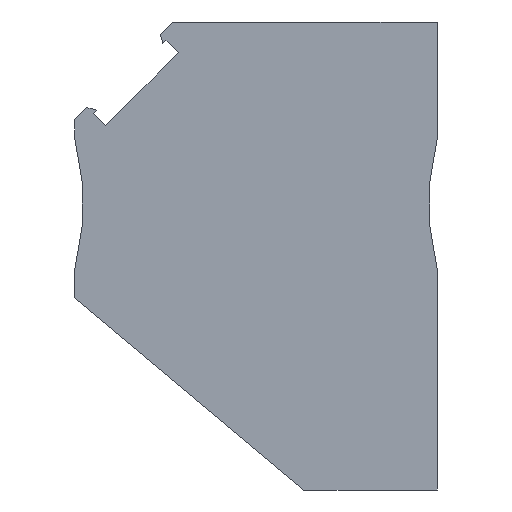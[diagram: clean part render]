
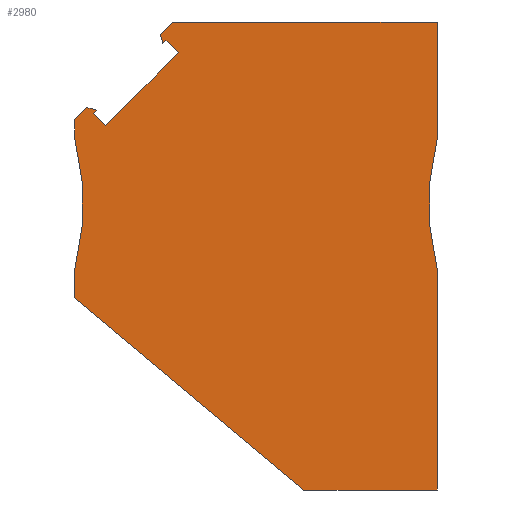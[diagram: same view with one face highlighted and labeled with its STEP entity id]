
A CAD part, left-side view. The second image highlights one B-rep face of the part: STEP entity #2980.
In plain terms, the highlighted face is planar.
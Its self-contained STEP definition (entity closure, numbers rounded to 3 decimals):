
#60=CARTESIAN_POINT('',(89.712,-19.119,43.22));
#70=DIRECTION('',(0.707,-0.707,0.));
#80=VECTOR('',#70,1.);
#90=LINE('',#60,#80);
#100=CARTESIAN_POINT('',(7.882,62.711,43.22));
#110=VERTEX_POINT('',#100);
#120=CARTESIAN_POINT('',(8.074,62.519,43.22));
#130=VERTEX_POINT('',#120);
#140=EDGE_CURVE('',#110,#130,#90,.T.);
#570=CARTESIAN_POINT('',(-8.807,56.681,43.22));
#580=VERTEX_POINT('',#570);
#630=CARTESIAN_POINT('',(-8.807,-19.119,43.22));
#640=DIRECTION('',(0.,-1.,0.));
#650=VECTOR('',#640,1.);
#660=LINE('',#630,#650);
#670=CARTESIAN_POINT('',(-8.807,63.85,43.22));
#680=VERTEX_POINT('',#670);
#690=EDGE_CURVE('',#680,#580,#660,.T.);
#1140=CARTESIAN_POINT('',(-0.607,35.05,43.22));
#1150=VERTEX_POINT('',#1140);
#1180=CARTESIAN_POINT('',(-5.971,35.05,43.22));
#1190=DIRECTION('',(1.,0.,0.));
#1200=VECTOR('',#1190,1.);
#1210=LINE('',#1180,#1200);
#1220=CARTESIAN_POINT('',(-8.807,35.05,43.22));
#1230=VERTEX_POINT('',#1220);
#1240=EDGE_CURVE('',#1230,#1150,#1210,.T.);
#1510=CARTESIAN_POINT('',(12.753,58.59,43.22));
#1520=VERTEX_POINT('',#1510);
#1570=CARTESIAN_POINT('',(90.462,-19.119,43.22));
#1580=DIRECTION('',(-0.707,0.707,0.));
#1590=VECTOR('',#1580,1.);
#1600=LINE('',#1570,#1590);
#1610=CARTESIAN_POINT('',(13.493,57.85,43.22));
#1620=VERTEX_POINT('',#1610);
#1630=EDGE_CURVE('',#1620,#1520,#1600,.T.);
#1890=CARTESIAN_POINT('',(-0.008,40.55,43.22));
#1900=DIRECTION('',(0.,0.,1.));
#1910=DIRECTION('',(1.,0.,0.));
#1920=AXIS2_PLACEMENT_3D('',#1890,#1900,#1910);
#1930=PLANE('',#1920);
#1940=ORIENTED_EDGE('',*,*,#1630,.F.);
#1950=CARTESIAN_POINT('',(-5.971,53.573,43.22));
#1960=DIRECTION('',(-0.966,-0.259,0.));
#1970=VECTOR('',#1960,1.);
#1980=LINE('',#1950,#1970);
#1990=CARTESIAN_POINT('',(12.162,58.432,43.22));
#2000=VERTEX_POINT('',#1990);
#2010=EDGE_CURVE('',#1520,#2000,#1980,.T.);
#2020=ORIENTED_EDGE('',*,*,#2010,.F.);
#2030=CARTESIAN_POINT('',(89.712,-19.119,43.22));
#2040=DIRECTION('',(0.707,-0.707,0.));
#2050=VECTOR('',#2040,1.);
#2060=LINE('',#2030,#2050);
#2070=CARTESIAN_POINT('',(12.354,58.239,43.22));
#2080=VERTEX_POINT('',#2070);
#2090=EDGE_CURVE('',#2000,#2080,#2060,.T.);
#2100=ORIENTED_EDGE('',*,*,#2090,.F.);
#2110=CARTESIAN_POINT('',(-65.004,-19.119,43.22));
#2120=DIRECTION('',(-0.707,-0.707,0.));
#2130=VECTOR('',#2120,1.);
#2140=LINE('',#2110,#2130);
#2150=CARTESIAN_POINT('',(11.598,57.482,43.22));
#2160=VERTEX_POINT('',#2150);
#2170=EDGE_CURVE('',#2080,#2160,#2140,.T.);
#2180=ORIENTED_EDGE('',*,*,#2170,.F.);
#2190=CARTESIAN_POINT('',(88.199,-19.119,43.22));
#2200=DIRECTION('',(-0.707,0.707,0.));
#2210=VECTOR('',#2200,1.);
#2220=LINE('',#2190,#2210);
#2230=CARTESIAN_POINT('',(7.125,61.955,43.22));
#2240=VERTEX_POINT('',#2230);
#2250=EDGE_CURVE('',#2160,#2240,#2220,.T.);
#2260=ORIENTED_EDGE('',*,*,#2250,.F.);
#2270=CARTESIAN_POINT('',(-73.949,-19.119,43.22));
#2280=DIRECTION('',(0.707,0.707,0.));
#2290=VECTOR('',#2280,1.);
#2300=LINE('',#2270,#2290);
#2310=EDGE_CURVE('',#2240,#110,#2300,.T.);
#2320=ORIENTED_EDGE('',*,*,#2310,.F.);
#2330=ORIENTED_EDGE('',*,*,#140,.F.);
#2340=CARTESIAN_POINT('',(-13.8,-19.119,43.22));
#2350=DIRECTION('',(0.259,0.966,0.));
#2360=VECTOR('',#2350,1.);
#2370=LINE('',#2340,#2360);
#2380=CARTESIAN_POINT('',(8.233,63.11,43.22));
#2390=VERTEX_POINT('',#2380);
#2400=EDGE_CURVE('',#130,#2390,#2370,.T.);
#2410=ORIENTED_EDGE('',*,*,#2400,.F.);
#2420=CARTESIAN_POINT('',(90.462,-19.119,43.22));
#2430=DIRECTION('',(-0.707,0.707,0.));
#2440=VECTOR('',#2430,1.);
#2450=LINE('',#2420,#2440);
#2460=CARTESIAN_POINT('',(7.493,63.85,43.22));
#2470=VERTEX_POINT('',#2460);
#2480=EDGE_CURVE('',#2390,#2470,#2450,.T.);
#2490=ORIENTED_EDGE('',*,*,#2480,.F.);
#2500=CARTESIAN_POINT('',(-5.971,63.85,43.22));
#2510=DIRECTION('',(-1.,0.,0.));
#2520=VECTOR('',#2510,1.);
#2530=LINE('',#2500,#2520);
#2540=EDGE_CURVE('',#2470,#680,#2530,.T.);
#2550=ORIENTED_EDGE('',*,*,#2540,.F.);
#2560=ORIENTED_EDGE('',*,*,#690,.F.);
#2570=CARTESIAN_POINT('',(-24.807,52.65,43.22));
#2580=DIRECTION('',(0.,0.,1.));
#2590=DIRECTION('',(1.,0.,0.));
#2600=AXIS2_PLACEMENT_3D('',#2570,#2580,#2590);
#2610=CIRCLE('',#2600,16.5);
#2620=CARTESIAN_POINT('',(-8.807,48.619,43.22));
#2630=VERTEX_POINT('',#2620);
#2640=EDGE_CURVE('',#2630,#580,#2610,.T.);
#2650=ORIENTED_EDGE('',*,*,#2640,.T.);
#2660=EDGE_CURVE('',#2630,#1230,#660,.T.);
#2670=ORIENTED_EDGE('',*,*,#2660,.F.);
#2680=ORIENTED_EDGE('',*,*,#1240,.F.);
#2690=CARTESIAN_POINT('',(-5.971,30.549,43.22));
#2700=DIRECTION('',(0.766,0.643,0.));
#2710=VECTOR('',#2700,1.);
#2720=LINE('',#2690,#2710);
#2730=CARTESIAN_POINT('',(13.493,46.881,43.22));
#2740=VERTEX_POINT('',#2730);
#2750=EDGE_CURVE('',#1150,#2740,#2720,.T.);
#2760=ORIENTED_EDGE('',*,*,#2750,.F.);
#2770=CARTESIAN_POINT('',(13.493,-19.119,43.22));
#2780=DIRECTION('',(0.,1.,0.));
#2790=VECTOR('',#2780,1.);
#2800=LINE('',#2770,#2790);
#2810=CARTESIAN_POINT('',(13.493,48.619,43.22));
#2820=VERTEX_POINT('',#2810);
#2830=EDGE_CURVE('',#2740,#2820,#2800,.T.);
#2840=ORIENTED_EDGE('',*,*,#2830,.F.);
#2850=CARTESIAN_POINT('',(29.493,52.65,43.22));
#2860=DIRECTION('',(0.,0.,1.));
#2870=DIRECTION('',(1.,0.,0.));
#2880=AXIS2_PLACEMENT_3D('',#2850,#2860,#2870);
#2890=CIRCLE('',#2880,16.5);
#2900=CARTESIAN_POINT('',(13.493,56.681,43.22));
#2910=VERTEX_POINT('',#2900);
#2920=EDGE_CURVE('',#2910,#2820,#2890,.T.);
#2930=ORIENTED_EDGE('',*,*,#2920,.T.);
#2940=EDGE_CURVE('',#2910,#1620,#2800,.T.);
#2950=ORIENTED_EDGE('',*,*,#2940,.F.);
#2960=EDGE_LOOP('',(#2950,#2930,#2840,#2760,#2680,#2670,#2650,#2560,
#2550,#2490,#2410,#2330,#2320,#2260,#2180,#2100,#2020,#1940));
#2970=FACE_OUTER_BOUND('',#2960,.T.);
#2980=ADVANCED_FACE('',(#2970),#1930,.F.);
